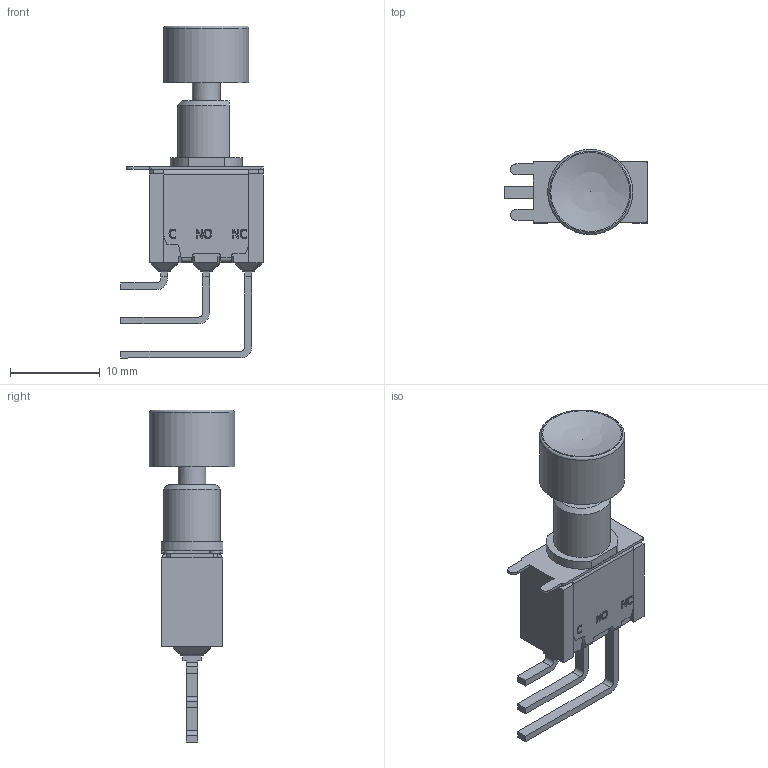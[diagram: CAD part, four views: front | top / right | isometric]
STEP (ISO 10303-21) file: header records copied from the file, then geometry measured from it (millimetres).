
FILE_DESCRIPTION(/* description */ (''),/* implementation_level */ '2;1');
FILE_NAME(/* name */ '700SP7B11M7xEC2xxx.stp',/* time_stamp */ '2026-01-23T23:26:57-06:00',/* author */ ('jmeyers'),/* organization */ (''),/* preprocessor_version */ 'ST-DEVELOPER v18.1',/* originating_system */ 'Autodesk Inventor 2022',/* authorisation */ '');
FILE_SCHEMA (('AUTOMOTIVE_DESIGN { 1 0 10303 214 3 1 1 }'));
Length unit declared in the file: inch
Products named in the file (1): Part17
Bounding box: 15.88 x 9.5 x 37.05 mm (x, y, z)
Volume: 1500.8 mm3; surface area: 1811.9 mm2
Topology: 3 solids, 6 shells, 395 faces, 1077 edges, 683 vertices
Faces by surface type: plane 230, cylinder 87, bspline 54, sphere 13, cone 9, torus 2
Full cylindrical faces by diameter (mm): 2 x1, 3.1 x2, 4 x2, 5 x1, 7.5 x1, 9.5 x1
Entity records: 12769 total; most frequent: CARTESIAN_POINT 3071, ORIENTED_EDGE 2128, DIRECTION 1830, EDGE_CURVE 1064, LINE 706, VECTOR 706, VERTEX_POINT 683, AXIS2_PLACEMENT_3D 562
